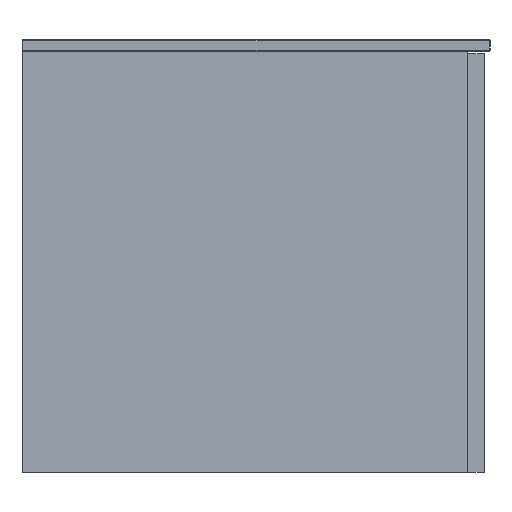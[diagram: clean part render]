
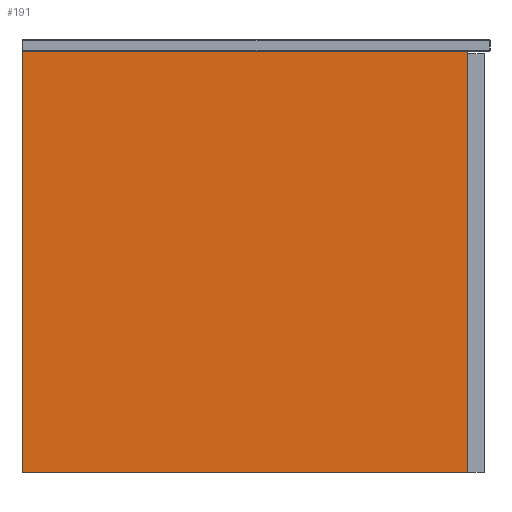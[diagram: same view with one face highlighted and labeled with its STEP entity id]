
A CAD part, left-side view. The second image highlights one B-rep face of the part: STEP entity #191.
In plain terms, the highlighted planar face has unit normal (-1, 0, 0).
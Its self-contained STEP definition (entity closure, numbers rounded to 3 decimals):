
#191=ADVANCED_FACE('',(#252),#923,.T.);
#252=FACE_OUTER_BOUND('',#313,.T.);
#313=EDGE_LOOP('',(#453,#454,#455,#456));
#453=ORIENTED_EDGE('',*,*,#649,.F.);
#454=ORIENTED_EDGE('',*,*,#650,.F.);
#455=ORIENTED_EDGE('',*,*,#646,.F.);
#456=ORIENTED_EDGE('',*,*,#648,.F.);
#646=EDGE_CURVE('',#857,#858,#768,.T.);
#648=EDGE_CURVE('',#859,#857,#770,.T.);
#649=EDGE_CURVE('',#860,#859,#771,.T.);
#650=EDGE_CURVE('',#858,#860,#772,.T.);
#768=B_SPLINE_CURVE_WITH_KNOTS('',1,(#1508,#1509),.UNSPECIFIED.,.F.,.F.,
(2,2),(0.,476.),.UNSPECIFIED.);
#770=B_SPLINE_CURVE_WITH_KNOTS('',1,(#1512,#1513),.UNSPECIFIED.,.F.,.F.,
(2,2),(-450.,0.),.UNSPECIFIED.);
#771=B_SPLINE_CURVE_WITH_KNOTS('',1,(#1514,#1515),.UNSPECIFIED.,.F.,.F.,
(2,2),(-476.,0.),.UNSPECIFIED.);
#772=B_SPLINE_CURVE_WITH_KNOTS('',1,(#1516,#1517),.UNSPECIFIED.,.F.,.F.,
(2,2),(-450.,0.),.UNSPECIFIED.);
#857=VERTEX_POINT('',#1494);
#858=VERTEX_POINT('',#1495);
#859=VERTEX_POINT('',#1496);
#860=VERTEX_POINT('',#1497);
#923=PLANE('',#1175);
#1175=AXIS2_PLACEMENT_3D('',#1486,#1260,$);
#1260=DIRECTION('',(-1.,0.,0.));
#1486=CARTESIAN_POINT('',(-592.75,-270.,-47.6));
#1494=CARTESIAN_POINT('',(-592.75,225.,0.));
#1495=CARTESIAN_POINT('',(-592.75,225.,476.));
#1496=CARTESIAN_POINT('',(-592.75,-225.,0.));
#1497=CARTESIAN_POINT('',(-592.75,-225.,476.));
#1508=CARTESIAN_POINT('',(-592.75,225.,0.));
#1509=CARTESIAN_POINT('',(-592.75,225.,476.));
#1512=CARTESIAN_POINT('',(-592.75,-225.,0.));
#1513=CARTESIAN_POINT('',(-592.75,225.,0.));
#1514=CARTESIAN_POINT('',(-592.75,-225.,476.));
#1515=CARTESIAN_POINT('',(-592.75,-225.,0.));
#1516=CARTESIAN_POINT('',(-592.75,225.,476.));
#1517=CARTESIAN_POINT('',(-592.75,-225.,476.));
